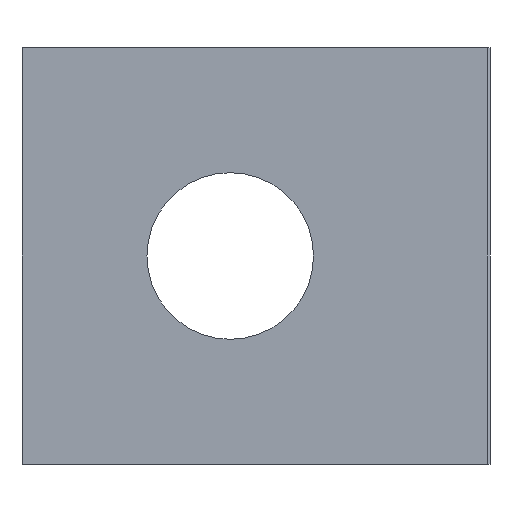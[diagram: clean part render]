
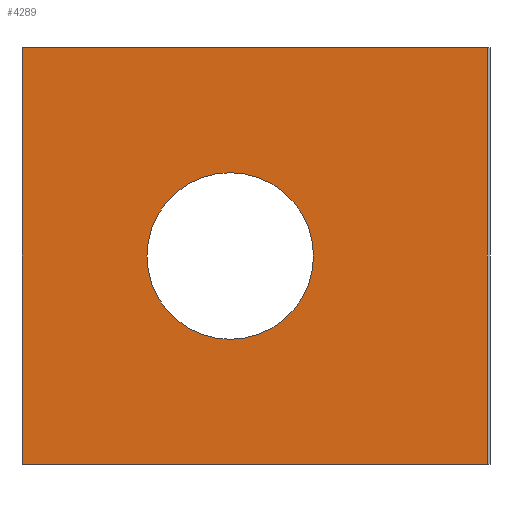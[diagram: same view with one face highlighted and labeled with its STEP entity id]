
A CAD part, front view. The second image highlights one B-rep face of the part: STEP entity #4289.
In plain terms, the highlighted planar face has unit normal (0, -1, 0).
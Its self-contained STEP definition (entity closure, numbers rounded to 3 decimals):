
#22 = VERTEX_POINT('',#23);
#23 = CARTESIAN_POINT('',(0.474,-0.22,0.));
#32 = PLANE('',#33);
#33 = AXIS2_PLACEMENT_3D('',#34,#35,#36);
#34 = CARTESIAN_POINT('',(-0.625,-0.62,0.));
#35 = DIRECTION('',(-0.342,0.94,0.));
#36 = DIRECTION('',(0.94,0.342,0.));
#44 = PLANE('',#45);
#45 = AXIS2_PLACEMENT_3D('',#46,#47,#48);
#46 = CARTESIAN_POINT('',(-1.4,14.923,0.));
#47 = DIRECTION('',(-0.,-0.,-1.));
#48 = DIRECTION('',(-1.,0.,0.));
#56 = EDGE_CURVE('',#57,#22,#59,.T.);
#57 = VERTEX_POINT('',#58);
#58 = CARTESIAN_POINT('',(0.474,-0.22,4.));
#59 = SURFACE_CURVE('',#60,(#64,#71),.PCURVE_S1.);
#60 = LINE('',#61,#62);
#61 = CARTESIAN_POINT('',(0.474,-0.22,1.));
#62 = VECTOR('',#63,1.);
#63 = DIRECTION('',(0.,0.,-1.));
#64 = PCURVE('',#32,#65);
#65 = DEFINITIONAL_REPRESENTATION('',(#66),#70);
#66 = LINE('',#67,#68);
#67 = CARTESIAN_POINT('',(1.17,-1.));
#68 = VECTOR('',#69,1.);
#69 = DIRECTION('',(0.,1.));
#70 = ( GEOMETRIC_REPRESENTATION_CONTEXT(2) 
PARAMETRIC_REPRESENTATION_CONTEXT() REPRESENTATION_CONTEXT('2D SPACE',''
  ) );
#71 = PCURVE('',#72,#77);
#72 = PLANE('',#73);
#73 = AXIS2_PLACEMENT_3D('',#74,#75,#76);
#74 = CARTESIAN_POINT('',(-1.761,-0.22,2.));
#75 = DIRECTION('',(0.,-1.,0.));
#76 = DIRECTION('',(0.,0.,-1.));
#77 = DEFINITIONAL_REPRESENTATION('',(#78),#82);
#78 = LINE('',#79,#80);
#79 = CARTESIAN_POINT('',(1.,2.234));
#80 = VECTOR('',#81,1.);
#81 = DIRECTION('',(1.,0.));
#82 = ( GEOMETRIC_REPRESENTATION_CONTEXT(2) 
PARAMETRIC_REPRESENTATION_CONTEXT() REPRESENTATION_CONTEXT('2D SPACE',''
  ) );
#100 = PLANE('',#101);
#101 = AXIS2_PLACEMENT_3D('',#102,#103,#104);
#102 = CARTESIAN_POINT('',(-1.4,14.923,4.));
#103 = DIRECTION('',(0.,0.,1.));
#104 = DIRECTION('',(1.,0.,0.));
#142 = EDGE_CURVE('',#22,#143,#145,.T.);
#143 = VERTEX_POINT('',#144);
#144 = CARTESIAN_POINT('',(-3.995,-0.22,0.));
#145 = SURFACE_CURVE('',#146,(#150,#157),.PCURVE_S1.);
#146 = LINE('',#147,#148);
#147 = CARTESIAN_POINT('',(0.5,-0.22,0.));
#148 = VECTOR('',#149,1.);
#149 = DIRECTION('',(-1.,0.,0.));
#150 = PCURVE('',#44,#151);
#151 = DEFINITIONAL_REPRESENTATION('',(#152),#156);
#152 = LINE('',#153,#154);
#153 = CARTESIAN_POINT('',(-1.9,-15.143));
#154 = VECTOR('',#155,1.);
#155 = DIRECTION('',(1.,0.));
#156 = ( GEOMETRIC_REPRESENTATION_CONTEXT(2) 
PARAMETRIC_REPRESENTATION_CONTEXT() REPRESENTATION_CONTEXT('2D SPACE',''
  ) );
#157 = PCURVE('',#72,#158);
#158 = DEFINITIONAL_REPRESENTATION('',(#159),#163);
#159 = LINE('',#160,#161);
#160 = CARTESIAN_POINT('',(2.,2.261));
#161 = VECTOR('',#162,1.);
#162 = DIRECTION('',(0.,-1.));
#163 = ( GEOMETRIC_REPRESENTATION_CONTEXT(2) 
PARAMETRIC_REPRESENTATION_CONTEXT() REPRESENTATION_CONTEXT('2D SPACE',''
  ) );
#181 = PLANE('',#182);
#182 = AXIS2_PLACEMENT_3D('',#183,#184,#185);
#183 = CARTESIAN_POINT('',(-3.995,14.923,2.));
#184 = DIRECTION('',(1.,0.,0.));
#185 = DIRECTION('',(0.,1.,0.));
#4247 = VERTEX_POINT('',#4248);
#4248 = CARTESIAN_POINT('',(-3.995,-0.22,4.));
#4269 = EDGE_CURVE('',#57,#4247,#4270,.T.);
#4270 = SURFACE_CURVE('',#4271,(#4275,#4282),.PCURVE_S1.);
#4271 = LINE('',#4272,#4273);
#4272 = CARTESIAN_POINT('',(-3.495,-0.22,4.));
#4273 = VECTOR('',#4274,1.);
#4274 = DIRECTION('',(-1.,0.,0.));
#4275 = PCURVE('',#100,#4276);
#4276 = DEFINITIONAL_REPRESENTATION('',(#4277),#4281);
#4277 = LINE('',#4278,#4279);
#4278 = CARTESIAN_POINT('',(-2.095,-15.143));
#4279 = VECTOR('',#4280,1.);
#4280 = DIRECTION('',(-1.,0.));
#4281 = ( GEOMETRIC_REPRESENTATION_CONTEXT(2) 
PARAMETRIC_REPRESENTATION_CONTEXT() REPRESENTATION_CONTEXT('2D SPACE',''
  ) );
#4282 = PCURVE('',#72,#4283);
#4283 = DEFINITIONAL_REPRESENTATION('',(#4284),#4288);
#4284 = LINE('',#4285,#4286);
#4285 = CARTESIAN_POINT('',(-2.,-1.734));
#4286 = VECTOR('',#4287,1.);
#4287 = DIRECTION('',(0.,-1.));
#4288 = ( GEOMETRIC_REPRESENTATION_CONTEXT(2) 
PARAMETRIC_REPRESENTATION_CONTEXT() REPRESENTATION_CONTEXT('2D SPACE',''
  ) );
#4289 = ADVANCED_FACE('',(#4290,#4316),#72,.T.);
#4290 = FACE_BOUND('',#4291,.T.);
#4291 = EDGE_LOOP('',(#4292,#4293,#4294,#4295));
#4292 = ORIENTED_EDGE('',*,*,#142,.F.);
#4293 = ORIENTED_EDGE('',*,*,#56,.F.);
#4294 = ORIENTED_EDGE('',*,*,#4269,.T.);
#4295 = ORIENTED_EDGE('',*,*,#4296,.T.);
#4296 = EDGE_CURVE('',#4247,#143,#4297,.T.);
#4297 = SURFACE_CURVE('',#4298,(#4302,#4309),.PCURVE_S1.);
#4298 = LINE('',#4299,#4300);
#4299 = CARTESIAN_POINT('',(-3.995,-0.22,4.));
#4300 = VECTOR('',#4301,1.);
#4301 = DIRECTION('',(0.,0.,-1.));
#4302 = PCURVE('',#72,#4303);
#4303 = DEFINITIONAL_REPRESENTATION('',(#4304),#4308);
#4304 = LINE('',#4305,#4306);
#4305 = CARTESIAN_POINT('',(-2.,-2.234));
#4306 = VECTOR('',#4307,1.);
#4307 = DIRECTION('',(1.,0.));
#4308 = ( GEOMETRIC_REPRESENTATION_CONTEXT(2) 
PARAMETRIC_REPRESENTATION_CONTEXT() REPRESENTATION_CONTEXT('2D SPACE',''
  ) );
#4309 = PCURVE('',#181,#4310);
#4310 = DEFINITIONAL_REPRESENTATION('',(#4311),#4315);
#4311 = LINE('',#4312,#4313);
#4312 = CARTESIAN_POINT('',(-15.143,2.));
#4313 = VECTOR('',#4314,1.);
#4314 = DIRECTION('',(0.,-1.));
#4315 = ( GEOMETRIC_REPRESENTATION_CONTEXT(2) 
PARAMETRIC_REPRESENTATION_CONTEXT() REPRESENTATION_CONTEXT('2D SPACE',''
  ) );
#4316 = FACE_BOUND('',#4317,.T.);
#4317 = EDGE_LOOP('',(#4318));
#4318 = ORIENTED_EDGE('',*,*,#4319,.F.);
#4319 = EDGE_CURVE('',#4320,#4320,#4322,.T.);
#4320 = VERTEX_POINT('',#4321);
#4321 = CARTESIAN_POINT('',(-1.195,-0.22,2.));
#4322 = SURFACE_CURVE('',#4323,(#4328,#4335),.PCURVE_S1.);
#4323 = CIRCLE('',#4324,0.8);
#4324 = AXIS2_PLACEMENT_3D('',#4325,#4326,#4327);
#4325 = CARTESIAN_POINT('',(-1.995,-0.22,2.));
#4326 = DIRECTION('',(0.,-1.,0.));
#4327 = DIRECTION('',(1.,0.,0.));
#4328 = PCURVE('',#72,#4329);
#4329 = DEFINITIONAL_REPRESENTATION('',(#4330),#4334);
#4330 = CIRCLE('',#4331,0.8);
#4331 = AXIS2_PLACEMENT_2D('',#4332,#4333);
#4332 = CARTESIAN_POINT('',(0.,-0.234));
#4333 = DIRECTION('',(0.,1.));
#4334 = ( GEOMETRIC_REPRESENTATION_CONTEXT(2) 
PARAMETRIC_REPRESENTATION_CONTEXT() REPRESENTATION_CONTEXT('2D SPACE',''
  ) );
#4335 = PCURVE('',#4336,#4341);
#4336 = CYLINDRICAL_SURFACE('',#4337,0.8);
#4337 = AXIS2_PLACEMENT_3D('',#4338,#4339,#4340);
#4338 = CARTESIAN_POINT('',(-1.995,-0.22,2.));
#4339 = DIRECTION('',(0.,-1.,0.));
#4340 = DIRECTION('',(1.,0.,0.));
#4341 = DEFINITIONAL_REPRESENTATION('',(#4342),#4346);
#4342 = LINE('',#4343,#4344);
#4343 = CARTESIAN_POINT('',(0.,0.));
#4344 = VECTOR('',#4345,1.);
#4345 = DIRECTION('',(1.,0.));
#4346 = ( GEOMETRIC_REPRESENTATION_CONTEXT(2) 
PARAMETRIC_REPRESENTATION_CONTEXT() REPRESENTATION_CONTEXT('2D SPACE',''
  ) );
